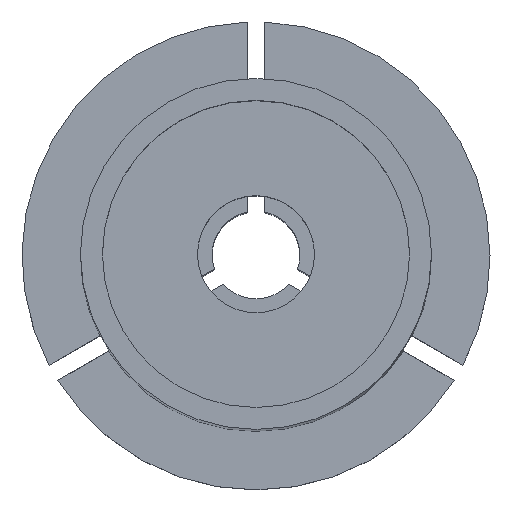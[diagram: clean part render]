
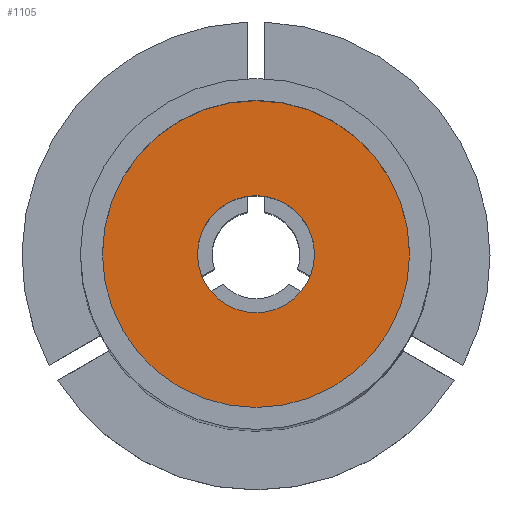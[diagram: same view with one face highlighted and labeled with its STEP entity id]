
A CAD part, top view. The second image highlights one B-rep face of the part: STEP entity #1105.
In plain terms, the highlighted planar face has unit normal (0, 0, 1).
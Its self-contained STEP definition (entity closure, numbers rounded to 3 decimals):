
#8 = VERTEX_POINT ( 'NONE', #248 ) ;
#23 = DIRECTION ( 'NONE',  ( 1., 0., 0. ) ) ;
#79 = DIRECTION ( 'NONE',  ( 0., 0., 1. ) ) ;
#175 = PLANE ( 'NONE',  #572 ) ;
#176 = ORIENTED_EDGE ( 'NONE', *, *, #211, .F. ) ;
#178 = CARTESIAN_POINT ( 'NONE',  ( 0., 0., -6. ) ) ;
#193 = DIRECTION ( 'NONE',  ( 0., 0., -1. ) ) ;
#200 = VERTEX_POINT ( 'NONE', #1160 ) ;
#211 = EDGE_CURVE ( 'NONE', #1214, #314, #474, .T. ) ;
#223 = EDGE_CURVE ( 'NONE', #314, #1214, #320, .T. ) ;
#229 = DIRECTION ( 'NONE',  ( 0., 0., 1. ) ) ;
#248 = CARTESIAN_POINT ( 'NONE',  ( 5.25, 0., -6. ) ) ;
#282 = DIRECTION ( 'NONE',  ( 1., 0., 0. ) ) ;
#299 = DIRECTION ( 'NONE',  ( -1., 0., 0. ) ) ;
#314 = VERTEX_POINT ( 'NONE', #864 ) ;
#320 = CIRCLE ( 'NONE', #759, 2. ) ;
#368 = CARTESIAN_POINT ( 'NONE',  ( -2., 0., -6. ) ) ;
#372 = CARTESIAN_POINT ( 'NONE',  ( 0., 5.25, -6. ) ) ;
#474 = CIRCLE ( 'NONE', #1326, 2. ) ;
#572 = AXIS2_PLACEMENT_3D ( 'NONE', #372, #193, #299 ) ;
#594 = CARTESIAN_POINT ( 'NONE',  ( 0., 0., -6. ) ) ;
#595 = ORIENTED_EDGE ( 'NONE', *, *, #1162, .T. ) ;
#623 = AXIS2_PLACEMENT_3D ( 'NONE', #1192, #229, #23 ) ;
#630 = CIRCLE ( 'NONE', #662, 5.25 ) ;
#662 = AXIS2_PLACEMENT_3D ( 'NONE', #594, #920, #282 ) ;
#680 = CIRCLE ( 'NONE', #623, 5.25 ) ;
#698 = DIRECTION ( 'NONE',  ( 1., 0., 0. ) ) ;
#725 = EDGE_LOOP ( 'NONE', ( #786, #176 ) ) ;
#734 = EDGE_CURVE ( 'NONE', #200, #8, #630, .T. ) ;
#759 = AXIS2_PLACEMENT_3D ( 'NONE', #1357, #79, #698 ) ;
#786 = ORIENTED_EDGE ( 'NONE', *, *, #223, .F. ) ;
#864 = CARTESIAN_POINT ( 'NONE',  ( 2., 0., -6. ) ) ;
#920 = DIRECTION ( 'NONE',  ( 0., 0., 1. ) ) ;
#925 = DIRECTION ( 'NONE',  ( 0., 0., 1. ) ) ;
#928 = FACE_OUTER_BOUND ( 'NONE', #947, .T. ) ;
#947 = EDGE_LOOP ( 'NONE', ( #595, #955 ) ) ;
#948 = FACE_BOUND ( 'NONE', #725, .T. ) ;
#955 = ORIENTED_EDGE ( 'NONE', *, *, #734, .T. ) ;
#1105 = ADVANCED_FACE ( 'NONE', ( #948, #928 ), #175, .F. ) ;
#1160 = CARTESIAN_POINT ( 'NONE',  ( -5.25, 0., -6. ) ) ;
#1162 = EDGE_CURVE ( 'NONE', #8, #200, #680, .T. ) ;
#1192 = CARTESIAN_POINT ( 'NONE',  ( 0., 0., -6. ) ) ;
#1214 = VERTEX_POINT ( 'NONE', #368 ) ;
#1270 = DIRECTION ( 'NONE',  ( 1., 0., 0. ) ) ;
#1326 = AXIS2_PLACEMENT_3D ( 'NONE', #178, #925, #1270 ) ;
#1357 = CARTESIAN_POINT ( 'NONE',  ( 0., 0., -6. ) ) ;
